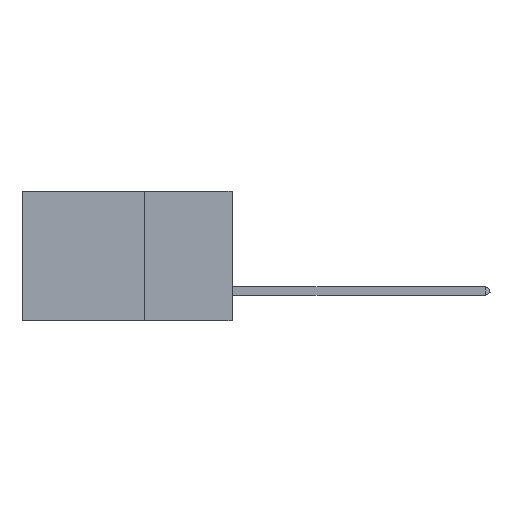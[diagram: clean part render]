
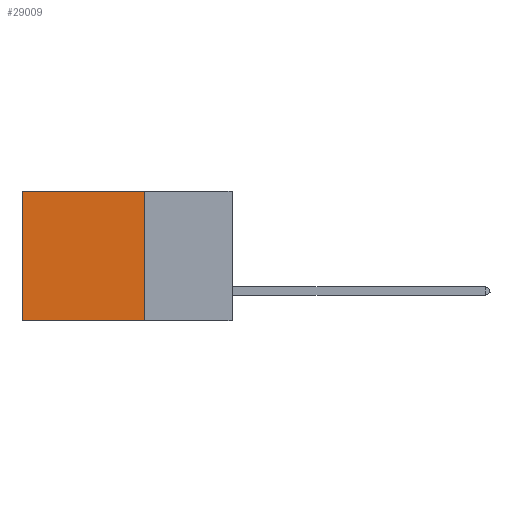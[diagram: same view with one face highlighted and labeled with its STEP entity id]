
A CAD part, left-side view. The second image highlights one B-rep face of the part: STEP entity #29009.
In plain terms, the highlighted planar face has unit normal (-1, 0, 0).
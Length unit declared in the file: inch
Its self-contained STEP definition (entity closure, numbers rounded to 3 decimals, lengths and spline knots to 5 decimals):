
#471 = LINE ( 'NONE', #47997, #34180 ) ;
#725 = DIRECTION ( 'NONE',  ( 1., 0., 0. ) ) ;
#3076 = FACE_OUTER_BOUND ( 'NONE', #36311, .T. ) ;
#3410 = VECTOR ( 'NONE', #19422, 39.37008 ) ;
#3722 = VERTEX_POINT ( 'NONE', #26254 ) ;
#6535 = VERTEX_POINT ( 'NONE', #28540 ) ;
#7610 = VECTOR ( 'NONE', #20208, 39.37008 ) ;
#8242 = DIRECTION ( 'NONE',  ( 0., 0., -1. ) ) ;
#11571 = CARTESIAN_POINT ( 'NONE',  ( 0.2875, 0.25, 0. ) ) ;
#14383 = VERTEX_POINT ( 'NONE', #43559 ) ;
#16779 = EDGE_CURVE ( 'NONE', #3722, #14383, #23475, .T. ) ;
#17946 = DIRECTION ( 'NONE',  ( 0., 1., 0. ) ) ;
#19422 = DIRECTION ( 'NONE',  ( 0., 1., 0. ) ) ;
#20046 = CARTESIAN_POINT ( 'NONE',  ( 0.2875, 0.6, 0. ) ) ;
#20208 = DIRECTION ( 'NONE',  ( 0., 0., -1. ) ) ;
#21026 = ORIENTED_EDGE ( 'NONE', *, *, #34381, .F. ) ;
#23475 = LINE ( 'NONE', #20046, #7610 ) ;
#26202 = EDGE_CURVE ( 'NONE', #26433, #6535, #48736, .T. ) ;
#26254 = CARTESIAN_POINT ( 'NONE',  ( 0.2875, 0.6, 0. ) ) ;
#26433 = VERTEX_POINT ( 'NONE', #28888 ) ;
#27376 = VECTOR ( 'NONE', #39802, 39.37008 ) ;
#28540 = CARTESIAN_POINT ( 'NONE',  ( 0.2875, 0.25, -0.37 ) ) ;
#28888 = CARTESIAN_POINT ( 'NONE',  ( 0.2875, 0.25, 0. ) ) ;
#29009 = ADVANCED_FACE ( 'NONE', ( #3076 ), #41606, .F. ) ;
#34007 = LINE ( 'NONE', #34887, #3410 ) ;
#34180 = VECTOR ( 'NONE', #17946, 39.37008 ) ;
#34381 = EDGE_CURVE ( 'NONE', #6535, #14383, #471, .T. ) ;
#34887 = CARTESIAN_POINT ( 'NONE',  ( 0.2875, 0.25, 0. ) ) ;
#36311 = EDGE_LOOP ( 'NONE', ( #36937, #21026, #41283, #43362 ) ) ;
#36937 = ORIENTED_EDGE ( 'NONE', *, *, #16779, .T. ) ;
#39512 = AXIS2_PLACEMENT_3D ( 'NONE', #11571, #725, #8242 ) ;
#39802 = DIRECTION ( 'NONE',  ( 0., 0., -1. ) ) ;
#41283 = ORIENTED_EDGE ( 'NONE', *, *, #26202, .F. ) ;
#41606 = PLANE ( 'NONE',  #39512 ) ;
#43362 = ORIENTED_EDGE ( 'NONE', *, *, #47244, .T. ) ;
#43559 = CARTESIAN_POINT ( 'NONE',  ( 0.2875, 0.6, -0.37 ) ) ;
#45902 = CARTESIAN_POINT ( 'NONE',  ( 0.2875, 0.25, 0. ) ) ;
#47244 = EDGE_CURVE ( 'NONE', #26433, #3722, #34007, .T. ) ;
#47997 = CARTESIAN_POINT ( 'NONE',  ( 0.2875, 0.25, -0.37 ) ) ;
#48736 = LINE ( 'NONE', #45902, #27376 ) ;
